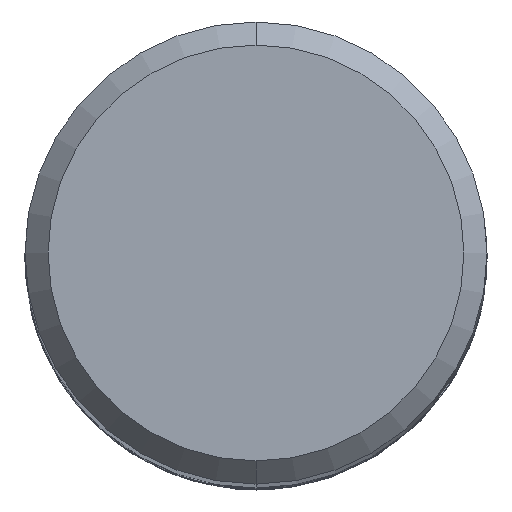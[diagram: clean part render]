
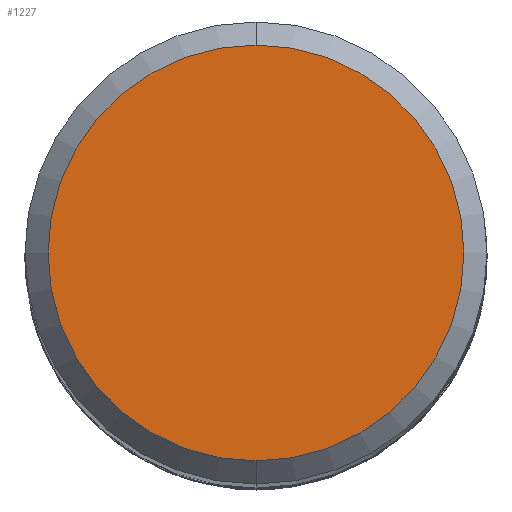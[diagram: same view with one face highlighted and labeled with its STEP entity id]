
A CAD part, top view. The second image highlights one B-rep face of the part: STEP entity #1227.
In plain terms, the highlighted planar face has unit normal (0, 0, 1).
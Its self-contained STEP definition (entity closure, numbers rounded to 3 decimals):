
#901=EDGE_CURVE('',#937,#1511,#2083,.T.);
#937=VERTEX_POINT('',#2123);
#1227=ADVANCED_FACE('',(#2438),#2439,.T.);
#1457=EDGE_CURVE('',#1511,#937,#2693,.T.);
#1511=VERTEX_POINT('',#2753);
#2083=CIRCLE('',#5410,5.4);
#2123=CARTESIAN_POINT('',(0.0,5.4,0.0));
#2438=FACE_OUTER_BOUND('',#7306,.T.);
#2439=PLANE('',#7307);
#2693=CIRCLE('',#10630,5.4);
#2753=CARTESIAN_POINT('',(0.,-5.4,0.0));
#5410=AXIS2_PLACEMENT_3D('',#13715,#13716,#13717);
#7306=EDGE_LOOP('',(#14093,#14094));
#7307=AXIS2_PLACEMENT_3D('',#14095,#14096,#14097);
#10630=AXIS2_PLACEMENT_3D('',#14371,#14372,#14373);
#13715=CARTESIAN_POINT('',(0.0,0.0,0.0));
#13716=DIRECTION('',(0.0,0.0,-1.0));
#13717=DIRECTION('',(0.0,1.0,0.0));
#14093=ORIENTED_EDGE('',*,*,#901,.F.);
#14094=ORIENTED_EDGE('',*,*,#1457,.F.);
#14095=CARTESIAN_POINT('',(0.0,2.7,0.0));
#14096=DIRECTION('',(-0.0,0.0,1.0));
#14097=DIRECTION('',(0.0,-1.0,0.0));
#14371=CARTESIAN_POINT('',(0.0,0.0,0.0));
#14372=DIRECTION('',(0.0,0.0,-1.0));
#14373=DIRECTION('',(0.0,1.0,0.0));
